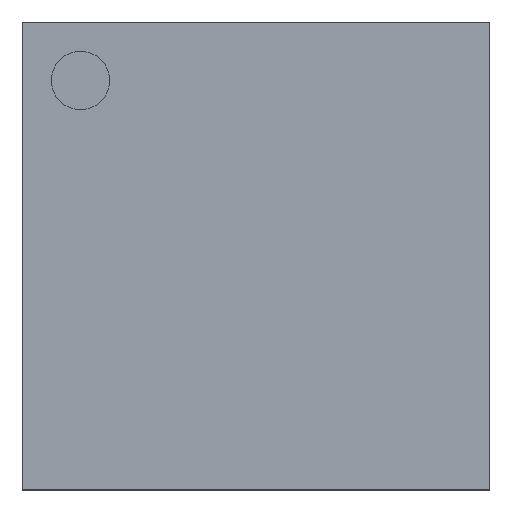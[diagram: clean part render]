
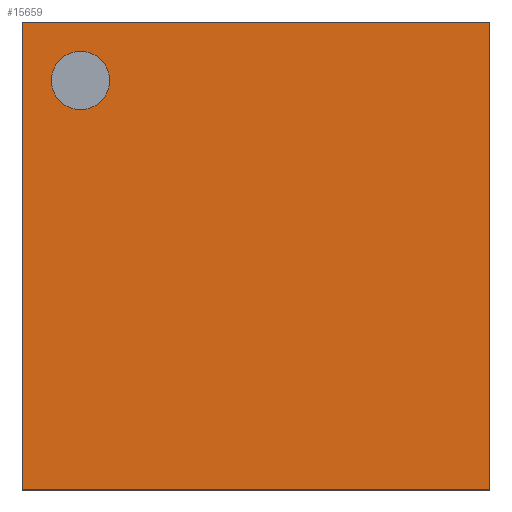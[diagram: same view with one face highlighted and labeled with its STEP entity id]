
A CAD part, top view. The second image highlights one B-rep face of the part: STEP entity #15659.
In plain terms, the highlighted planar face has unit normal (0, 0, 1).
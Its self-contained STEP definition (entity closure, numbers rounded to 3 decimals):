
#15470 = VERTEX_POINT('',#15471);
#15471 = CARTESIAN_POINT('',(-9.5,-9.5,1.4));
#15478 = PLANE('',#15479);
#15479 = AXIS2_PLACEMENT_3D('',#15480,#15481,#15482);
#15480 = CARTESIAN_POINT('',(-9.5,-9.5,0.4));
#15481 = DIRECTION('',(1.,0.,0.));
#15482 = DIRECTION('',(0.,0.,1.));
#15490 = PLANE('',#15491);
#15491 = AXIS2_PLACEMENT_3D('',#15492,#15493,#15494);
#15492 = CARTESIAN_POINT('',(-9.5,-9.5,0.4));
#15493 = DIRECTION('',(0.,1.,0.));
#15494 = DIRECTION('',(0.,0.,1.));
#15531 = VERTEX_POINT('',#15532);
#15532 = CARTESIAN_POINT('',(-9.5,9.5,1.4));
#15546 = PLANE('',#15547);
#15547 = AXIS2_PLACEMENT_3D('',#15548,#15549,#15550);
#15548 = CARTESIAN_POINT('',(-9.5,9.5,0.4));
#15549 = DIRECTION('',(0.,1.,0.));
#15550 = DIRECTION('',(0.,0.,1.));
#15558 = EDGE_CURVE('',#15470,#15531,#15559,.T.);
#15559 = SURFACE_CURVE('',#15560,(#15564,#15571),.PCURVE_S1.);
#15560 = LINE('',#15561,#15562);
#15561 = CARTESIAN_POINT('',(-9.5,-9.5,1.4));
#15562 = VECTOR('',#15563,1.);
#15563 = DIRECTION('',(0.,1.,0.));
#15564 = PCURVE('',#15478,#15565);
#15565 = DEFINITIONAL_REPRESENTATION('',(#15566),#15570);
#15566 = LINE('',#15567,#15568);
#15567 = CARTESIAN_POINT('',(1.,0.));
#15568 = VECTOR('',#15569,1.);
#15569 = DIRECTION('',(0.,-1.));
#15570 = ( GEOMETRIC_REPRESENTATION_CONTEXT(2) 
PARAMETRIC_REPRESENTATION_CONTEXT() REPRESENTATION_CONTEXT('2D SPACE',''
  ) );
#15571 = PCURVE('',#15572,#15577);
#15572 = PLANE('',#15573);
#15573 = AXIS2_PLACEMENT_3D('',#15574,#15575,#15576);
#15574 = CARTESIAN_POINT('',(-9.5,-9.5,1.4));
#15575 = DIRECTION('',(0.,0.,1.));
#15576 = DIRECTION('',(1.,0.,0.));
#15577 = DEFINITIONAL_REPRESENTATION('',(#15578),#15582);
#15578 = LINE('',#15579,#15580);
#15579 = CARTESIAN_POINT('',(0.,0.));
#15580 = VECTOR('',#15581,1.);
#15581 = DIRECTION('',(0.,1.));
#15582 = ( GEOMETRIC_REPRESENTATION_CONTEXT(2) 
PARAMETRIC_REPRESENTATION_CONTEXT() REPRESENTATION_CONTEXT('2D SPACE',''
  ) );
#15611 = EDGE_CURVE('',#15470,#15612,#15614,.T.);
#15612 = VERTEX_POINT('',#15613);
#15613 = CARTESIAN_POINT('',(9.5,-9.5,1.4));
#15614 = SURFACE_CURVE('',#15615,(#15619,#15626),.PCURVE_S1.);
#15615 = LINE('',#15616,#15617);
#15616 = CARTESIAN_POINT('',(-9.5,-9.5,1.4));
#15617 = VECTOR('',#15618,1.);
#15618 = DIRECTION('',(1.,0.,0.));
#15619 = PCURVE('',#15490,#15620);
#15620 = DEFINITIONAL_REPRESENTATION('',(#15621),#15625);
#15621 = LINE('',#15622,#15623);
#15622 = CARTESIAN_POINT('',(1.,0.));
#15623 = VECTOR('',#15624,1.);
#15624 = DIRECTION('',(0.,1.));
#15625 = ( GEOMETRIC_REPRESENTATION_CONTEXT(2) 
PARAMETRIC_REPRESENTATION_CONTEXT() REPRESENTATION_CONTEXT('2D SPACE',''
  ) );
#15626 = PCURVE('',#15572,#15627);
#15627 = DEFINITIONAL_REPRESENTATION('',(#15628),#15632);
#15628 = LINE('',#15629,#15630);
#15629 = CARTESIAN_POINT('',(0.,0.));
#15630 = VECTOR('',#15631,1.);
#15631 = DIRECTION('',(1.,0.));
#15632 = ( GEOMETRIC_REPRESENTATION_CONTEXT(2) 
PARAMETRIC_REPRESENTATION_CONTEXT() REPRESENTATION_CONTEXT('2D SPACE',''
  ) );
#15648 = PLANE('',#15649);
#15649 = AXIS2_PLACEMENT_3D('',#15650,#15651,#15652);
#15650 = CARTESIAN_POINT('',(9.5,-9.5,0.4));
#15651 = DIRECTION('',(1.,0.,0.));
#15652 = DIRECTION('',(0.,0.,1.));
#15659 = ADVANCED_FACE('',(#15660,#15708),#15572,.T.);
#15660 = FACE_BOUND('',#15661,.T.);
#15661 = EDGE_LOOP('',(#15662,#15663,#15664,#15687));
#15662 = ORIENTED_EDGE('',*,*,#15558,.F.);
#15663 = ORIENTED_EDGE('',*,*,#15611,.T.);
#15664 = ORIENTED_EDGE('',*,*,#15665,.T.);
#15665 = EDGE_CURVE('',#15612,#15666,#15668,.T.);
#15666 = VERTEX_POINT('',#15667);
#15667 = CARTESIAN_POINT('',(9.5,9.5,1.4));
#15668 = SURFACE_CURVE('',#15669,(#15673,#15680),.PCURVE_S1.);
#15669 = LINE('',#15670,#15671);
#15670 = CARTESIAN_POINT('',(9.5,-9.5,1.4));
#15671 = VECTOR('',#15672,1.);
#15672 = DIRECTION('',(0.,1.,0.));
#15673 = PCURVE('',#15572,#15674);
#15674 = DEFINITIONAL_REPRESENTATION('',(#15675),#15679);
#15675 = LINE('',#15676,#15677);
#15676 = CARTESIAN_POINT('',(19.,0.));
#15677 = VECTOR('',#15678,1.);
#15678 = DIRECTION('',(0.,1.));
#15679 = ( GEOMETRIC_REPRESENTATION_CONTEXT(2) 
PARAMETRIC_REPRESENTATION_CONTEXT() REPRESENTATION_CONTEXT('2D SPACE',''
  ) );
#15680 = PCURVE('',#15648,#15681);
#15681 = DEFINITIONAL_REPRESENTATION('',(#15682),#15686);
#15682 = LINE('',#15683,#15684);
#15683 = CARTESIAN_POINT('',(1.,0.));
#15684 = VECTOR('',#15685,1.);
#15685 = DIRECTION('',(0.,-1.));
#15686 = ( GEOMETRIC_REPRESENTATION_CONTEXT(2) 
PARAMETRIC_REPRESENTATION_CONTEXT() REPRESENTATION_CONTEXT('2D SPACE',''
  ) );
#15687 = ORIENTED_EDGE('',*,*,#15688,.F.);
#15688 = EDGE_CURVE('',#15531,#15666,#15689,.T.);
#15689 = SURFACE_CURVE('',#15690,(#15694,#15701),.PCURVE_S1.);
#15690 = LINE('',#15691,#15692);
#15691 = CARTESIAN_POINT('',(-9.5,9.5,1.4));
#15692 = VECTOR('',#15693,1.);
#15693 = DIRECTION('',(1.,0.,0.));
#15694 = PCURVE('',#15572,#15695);
#15695 = DEFINITIONAL_REPRESENTATION('',(#15696),#15700);
#15696 = LINE('',#15697,#15698);
#15697 = CARTESIAN_POINT('',(0.,19.));
#15698 = VECTOR('',#15699,1.);
#15699 = DIRECTION('',(1.,0.));
#15700 = ( GEOMETRIC_REPRESENTATION_CONTEXT(2) 
PARAMETRIC_REPRESENTATION_CONTEXT() REPRESENTATION_CONTEXT('2D SPACE',''
  ) );
#15701 = PCURVE('',#15546,#15702);
#15702 = DEFINITIONAL_REPRESENTATION('',(#15703),#15707);
#15703 = LINE('',#15704,#15705);
#15704 = CARTESIAN_POINT('',(1.,0.));
#15705 = VECTOR('',#15706,1.);
#15706 = DIRECTION('',(0.,1.));
#15707 = ( GEOMETRIC_REPRESENTATION_CONTEXT(2) 
PARAMETRIC_REPRESENTATION_CONTEXT() REPRESENTATION_CONTEXT('2D SPACE',''
  ) );
#15708 = FACE_BOUND('',#15709,.T.);
#15709 = EDGE_LOOP('',(#15710));
#15710 = ORIENTED_EDGE('',*,*,#15711,.F.);
#15711 = EDGE_CURVE('',#15712,#15712,#15714,.T.);
#15712 = VERTEX_POINT('',#15713);
#15713 = CARTESIAN_POINT('',(-5.938,7.125,1.4));
#15714 = SURFACE_CURVE('',#15715,(#15720,#15727),.PCURVE_S1.);
#15715 = CIRCLE('',#15716,1.188);
#15716 = AXIS2_PLACEMENT_3D('',#15717,#15718,#15719);
#15717 = CARTESIAN_POINT('',(-7.125,7.125,1.4));
#15718 = DIRECTION('',(0.,0.,1.));
#15719 = DIRECTION('',(1.,0.,0.));
#15720 = PCURVE('',#15572,#15721);
#15721 = DEFINITIONAL_REPRESENTATION('',(#15722),#15726);
#15722 = CIRCLE('',#15723,1.188);
#15723 = AXIS2_PLACEMENT_2D('',#15724,#15725);
#15724 = CARTESIAN_POINT('',(2.375,16.625));
#15725 = DIRECTION('',(1.,0.));
#15726 = ( GEOMETRIC_REPRESENTATION_CONTEXT(2) 
PARAMETRIC_REPRESENTATION_CONTEXT() REPRESENTATION_CONTEXT('2D SPACE',''
  ) );
#15727 = PCURVE('',#15728,#15733);
#15728 = CYLINDRICAL_SURFACE('',#15729,1.188);
#15729 = AXIS2_PLACEMENT_3D('',#15730,#15731,#15732);
#15730 = CARTESIAN_POINT('',(-7.125,7.125,1.26));
#15731 = DIRECTION('',(0.,0.,1.));
#15732 = DIRECTION('',(1.,0.,0.));
#15733 = DEFINITIONAL_REPRESENTATION('',(#15734),#15738);
#15734 = LINE('',#15735,#15736);
#15735 = CARTESIAN_POINT('',(0.,0.14));
#15736 = VECTOR('',#15737,1.);
#15737 = DIRECTION('',(1.,0.));
#15738 = ( GEOMETRIC_REPRESENTATION_CONTEXT(2) 
PARAMETRIC_REPRESENTATION_CONTEXT() REPRESENTATION_CONTEXT('2D SPACE',''
  ) );
